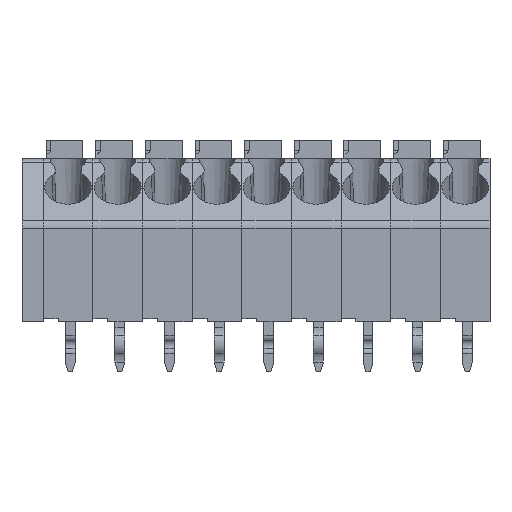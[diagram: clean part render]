
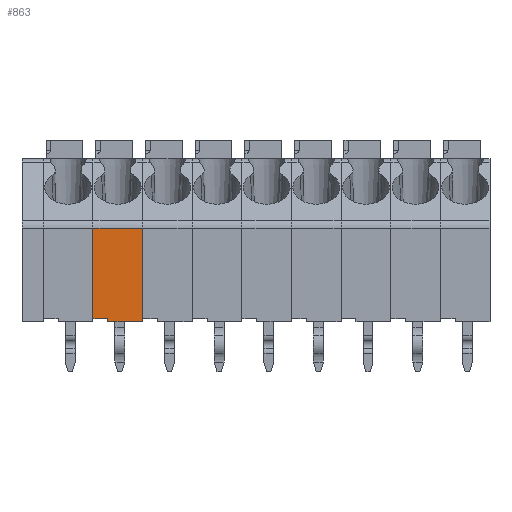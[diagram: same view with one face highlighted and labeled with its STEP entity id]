
A CAD part, front view. The second image highlights one B-rep face of the part: STEP entity #863.
In plain terms, the highlighted planar face has unit normal (0, -1, 0).
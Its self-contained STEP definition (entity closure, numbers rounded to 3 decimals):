
#863 = ADVANCED_FACE( '', ( #1634 ), #1635, .T. );
#1634 = FACE_OUTER_BOUND( '', #2560, .T. );
#1635 = PLANE( '', #2561 );
#2560 = EDGE_LOOP( '', ( #4443, #4444, #4445, #4446, #4447, #4448 ) );
#2561 = AXIS2_PLACEMENT_3D( '', #4449, #4450, #4451 );
#4443 = ORIENTED_EDGE( '', *, *, #4867, .T. );
#4444 = ORIENTED_EDGE( '', *, *, #4900, .F. );
#4445 = ORIENTED_EDGE( '', *, *, #5052, .T. );
#4446 = ORIENTED_EDGE( '', *, *, #5096, .T. );
#4447 = ORIENTED_EDGE( '', *, *, #5077, .F. );
#4448 = ORIENTED_EDGE( '', *, *, #5030, .F. );
#4449 = CARTESIAN_POINT( '', ( 1.75, -6., -4.75 ) );
#4450 = DIRECTION( '', ( 0., -1., 0. ) );
#4451 = DIRECTION( '', ( 0., 0., -1. ) );
#4867 = EDGE_CURVE( '', #5879, #5877, #5880, .T. );
#4900 = EDGE_CURVE( '', #5928, #5877, #5930, .T. );
#5030 = EDGE_CURVE( '', #5879, #6107, #6108, .T. );
#5052 = EDGE_CURVE( '', #5928, #6137, #6139, .T. );
#5077 = EDGE_CURVE( '', #6107, #6171, #6172, .T. );
#5096 = EDGE_CURVE( '', #6137, #6171, #6193, .T. );
#5877 = VERTEX_POINT( '', #7364 );
#5879 = VERTEX_POINT( '', #7367 );
#5880 = LINE( '', #7368, #7369 );
#5928 = VERTEX_POINT( '', #7440 );
#5930 = LINE( '', #7443, #7444 );
#6107 = VERTEX_POINT( '', #7747 );
#6108 = LINE( '', #7748, #7749 );
#6137 = VERTEX_POINT( '', #7788 );
#6139 = LINE( '', #7790, #7791 );
#6171 = VERTEX_POINT( '', #7891 );
#6172 = LINE( '', #7892, #7893 );
#6193 = LINE( '', #7919, #7920 );
#7364 = CARTESIAN_POINT( '', ( -0.7, -6., -4.75 ) );
#7367 = CARTESIAN_POINT( '', ( -0.7, -6., -4.52 ) );
#7368 = CARTESIAN_POINT( '', ( -0.7, -6., -4.52 ) );
#7369 = VECTOR( '', #8528, 1000. );
#7440 = CARTESIAN_POINT( '', ( 1.75, -6., -4.75 ) );
#7443 = CARTESIAN_POINT( '', ( 1.75, -6., -4.75 ) );
#7444 = VECTOR( '', #8556, 1000. );
#7747 = CARTESIAN_POINT( '', ( -1.75, -6., -4.52 ) );
#7748 = CARTESIAN_POINT( '', ( -0.7, -6., -4.52 ) );
#7749 = VECTOR( '', #8663, 1000. );
#7788 = CARTESIAN_POINT( '', ( 1.75, -6., 1.844 ) );
#7790 = CARTESIAN_POINT( '', ( 1.75, -6., -4.75 ) );
#7791 = VECTOR( '', #8695, 1000. );
#7891 = CARTESIAN_POINT( '', ( -1.75, -6., 1.844 ) );
#7892 = CARTESIAN_POINT( '', ( -1.75, -6., -4.75 ) );
#7893 = VECTOR( '', #8713, 1000. );
#7919 = CARTESIAN_POINT( '', ( 1.75, -6., 1.844 ) );
#7920 = VECTOR( '', #8743, 1000. );
#8528 = DIRECTION( '', ( 0., 0., -1. ) );
#8556 = DIRECTION( '', ( -1., 0., 0. ) );
#8663 = DIRECTION( '', ( -1., 0., 0. ) );
#8695 = DIRECTION( '', ( 0., 0., 1. ) );
#8713 = DIRECTION( '', ( 0., 0., 1. ) );
#8743 = DIRECTION( '', ( -1., 0., 0. ) );
